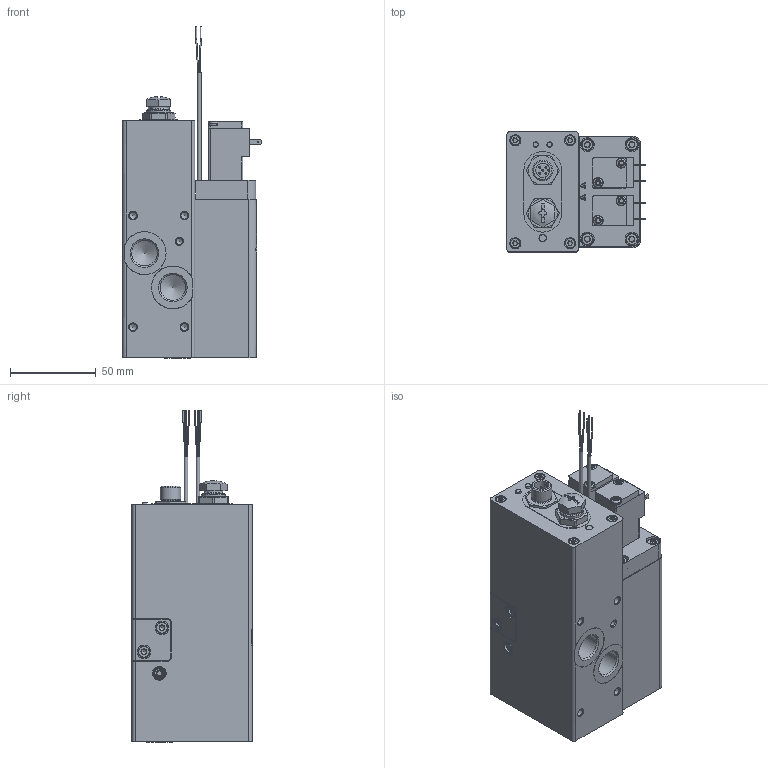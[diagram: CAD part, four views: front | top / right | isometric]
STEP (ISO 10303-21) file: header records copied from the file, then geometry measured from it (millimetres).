
FILE_DESCRIPTION(/* description */ ('STEP AP214'),/* implementation_level */ '2;1');
FILE_NAME(/* name */ '8071579_VPCB-6-L-8-G38-10-F-D3-T22-M',/* time_stamp */ '2024-09-17T02:17:38+02:00',/* author */ ('License CC BY-ND 4.0'),/* organization */ ('CADENAS'),/* preprocessor_version */ 'ST-DEVELOPER v19.3',/* originating_system */ 'PARTsolutions',/* authorisation */ ' ');
FILE_SCHEMA (('AUTOMOTIVE_DESIGN {1 0 10303 214 3 1 1}'));
Length unit declared in the file: millimetre
Products named in the file (5): 8071579 VPCB-6-L-8-G38-10-F-D3-T22-M---(high); 8071579 VPCB-6-L-8-G38-10-F-D3-T22-M---(P_high); 165592 ISK-M12; 8070864 VPCB-6-L-8-G38---(high); DIN-912 - M4x16(F)
Assembly tree (5 placements, depth 2):
  8071579 VPCB-6-L-8-G38-10-F-D3-T22-M---(high)
    8071579 VPCB-6-L-8-G38-10-F-D3-T22-M---(P_high)
    165592 ISK-M12
    8070864 VPCB-6-L-8-G38---(high)
    DIN-912 - M4x16(F)  x2
Bounding box: 81.2 x 70 x 193.52 mm (x, y, z)
Volume: 652236 mm3; surface area: 72841.8 mm2
Topology: 5 solids, 5 shells, 733 faces, 1720 edges, 1107 vertices
Faces by surface type: plane 291, cylinder 271, cone 136, torus 28, bspline 6, sphere 1
Full cylindrical faces by diameter (mm): 0.6 x4, 0.7 x6, 1 x5, 1.1 x8, 2.15 x2, 2.459 x2, 2.5 x2, 2.9 x6, 3.242 x4, 3.7 x3, 3.9 x1, 4 x3, 4.134 x8, 4.5 x2, 5.6 x8, 5.7 x1, 6.8 x2, 7 x8, 7.7 x1, 8 x7, 8.3 x1, 8.5 x2, 8.566 x1, 8.6 x1, 10 x2, 10.3 x1, 10.773 x1, 10.917 x1, 12 x4, 12.1 x1
Entity records: 23681 total; most frequent: CARTESIAN_POINT 3783, DIRECTION 3356, ORIENTED_EDGE 2778, AXIS2_PLACEMENT_3D 1400, EDGE_CURVE 1389, FACE_BOUND 1070, EDGE_LOOP 1049, VERTEX_POINT 1045
